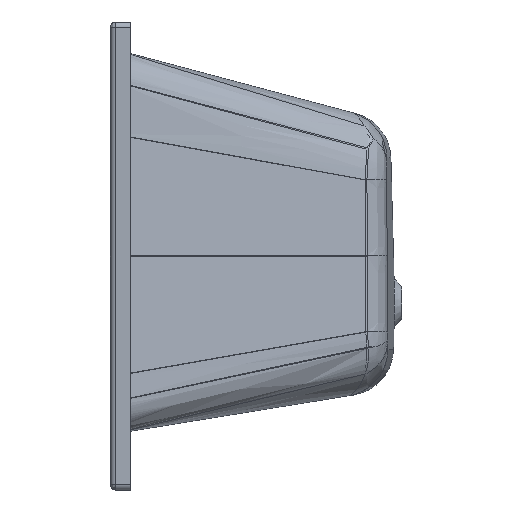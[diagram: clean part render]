
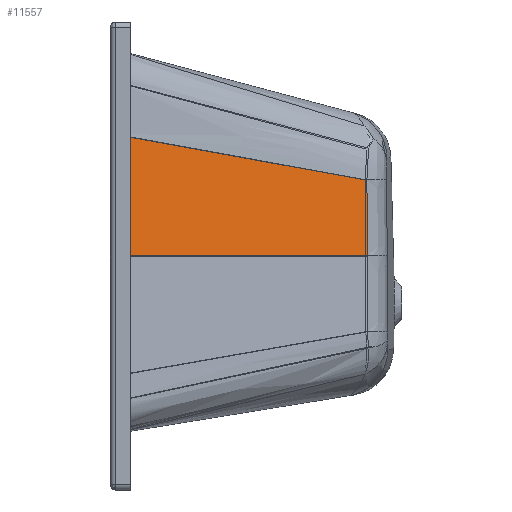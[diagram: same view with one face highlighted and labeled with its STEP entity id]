
A CAD part, left-side view. The second image highlights one B-rep face of the part: STEP entity #11557.
In plain terms, the highlighted free-form (B-spline) face has degree [3, 3] with [4, 7] control points.
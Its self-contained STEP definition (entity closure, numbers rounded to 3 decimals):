
#3317=CARTESIAN_POINT('',(-545.477,-438.565,
130.045));
#3318=CARTESIAN_POINT('',(-570.519,-403.211,
136.461));
#3319=CARTESIAN_POINT('',(-621.215,-331.641,
149.45));
#3320=CARTESIAN_POINT('',(-723.186,-187.682,
175.577));
#3321=CARTESIAN_POINT('',(-800.115,-79.077,
195.288));
#3322=CARTESIAN_POINT('',(-851.39,-6.688,
208.426));
#3334=CARTESIAN_POINT('',(-851.39,-6.688,
208.426));
#3336=CARTESIAN_POINT('',(-544.772,-439.56,
0.));
#3337=CARTESIAN_POINT('',(-544.793,-439.531,
6.558));
#3338=CARTESIAN_POINT('',(-544.838,-439.467,
19.493));
#3339=CARTESIAN_POINT('',(-544.918,-439.354,
38.65));
#3340=CARTESIAN_POINT('',(-545.006,-439.23,
56.637));
#3341=CARTESIAN_POINT('',(-545.105,-439.09,
74.764));
#3342=CARTESIAN_POINT('',(-545.217,-438.933,
92.995));
#3343=CARTESIAN_POINT('',(-545.337,-438.763,
111.012));
#3344=CARTESIAN_POINT('',(-545.429,-438.633,
123.641));
#3345=CARTESIAN_POINT('',(-545.477,-438.565,
130.045));
#3347=DIRECTION('',(-0.578,0.816,0.));
#3348=VECTOR('',#3347,530.464);
#3349=CARTESIAN_POINT('',(-544.772,-439.56,
0.));
#3350=LINE('',#3349,#3348);
#3351=DIRECTION('',(0.,0.,-1.));
#3352=VECTOR('',#3351,208.426);
#3353=CARTESIAN_POINT('',(-851.39,-6.688,
208.426));
#3354=LINE('',#3353,#3352);
#6269=VERTEX_POINT('',#3334);
#6271=CARTESIAN_POINT('',(-851.39,-6.688,
0.));
#6272=VERTEX_POINT('',#6271);
#6275=VERTEX_POINT('',#3336);
#6276=VERTEX_POINT('',#3345);
#11520=CARTESIAN_POINT('',(-541.706,-443.889,
130.355));
#11521=CARTESIAN_POINT('',(-541.706,-443.889,
119.23));
#11522=CARTESIAN_POINT('',(-541.706,-443.889,
97.363));
#11523=CARTESIAN_POINT('',(-541.706,-443.889,
64.68));
#11524=CARTESIAN_POINT('',(-541.706,-443.889,
31.929));
#11525=CARTESIAN_POINT('',(-541.706,-443.889,
9.926));
#11526=CARTESIAN_POINT('',(-541.706,-443.889,
-1.291));
#11527=CARTESIAN_POINT('',(-645.956,-296.712,
157.338));
#11528=CARTESIAN_POINT('',(-645.956,-296.712,
143.844));
#11529=CARTESIAN_POINT('',(-645.956,-296.712,
117.345));
#11530=CARTESIAN_POINT('',(-645.956,-296.712,
77.88));
#11531=CARTESIAN_POINT('',(-645.956,-296.712,
38.431));
#11532=CARTESIAN_POINT('',(-645.956,-296.712,
11.948));
#11533=CARTESIAN_POINT('',(-645.956,-296.712,
-1.554));
#11534=CARTESIAN_POINT('',(-750.206,-149.536,
184.321));
#11535=CARTESIAN_POINT('',(-750.206,-149.536,
168.457));
#11536=CARTESIAN_POINT('',(-750.206,-149.536,
137.328));
#11537=CARTESIAN_POINT('',(-750.206,-149.536,
91.08));
#11538=CARTESIAN_POINT('',(-750.206,-149.536,
44.932));
#11539=CARTESIAN_POINT('',(-750.206,-149.536,
13.97));
#11540=CARTESIAN_POINT('',(-750.206,-149.536,
-1.817));
#11541=CARTESIAN_POINT('',(-854.456,-2.359,
211.304));
#11542=CARTESIAN_POINT('',(-854.456,-2.359,
193.07));
#11543=CARTESIAN_POINT('',(-854.456,-2.359,
157.31));
#11544=CARTESIAN_POINT('',(-854.456,-2.359,
104.279));
#11545=CARTESIAN_POINT('',(-854.456,-2.359,
51.433));
#11546=CARTESIAN_POINT('',(-854.456,-2.359,
15.992));
#11547=CARTESIAN_POINT('',(-854.456,-2.359,
-2.08));
#11548=B_SPLINE_SURFACE_WITH_KNOTS('',3,3,((#11520,#11521,#11522,#11523,#11524,
#11525,#11526),(#11527,#11528,#11529,#11530,#11531,#11532,#11533),(#11534,
#11535,#11536,#11537,#11538,#11539,#11540),(#11541,#11542,#11543,#11544,#11545,
#11546,#11547)),.UNSPECIFIED.,.F.,.F.,.F.,(4,4),(4,1,1,1,4),(0.081,
1.001),(0.957,0.968,0.979,
0.989,1.),.UNSPECIFIED.);
#11549=ORIENTED_EDGE('',*,*,#9727,.F.);
#11551=ORIENTED_EDGE('',*,*,#11550,.T.);
#11553=ORIENTED_EDGE('',*,*,#11552,.F.);
#11554=ORIENTED_EDGE('',*,*,#11511,.F.);
#11555=EDGE_LOOP('',(#11549,#11551,#11553,#11554));
#11556=FACE_OUTER_BOUND('',#11555,.F.);
#3323=B_SPLINE_CURVE_WITH_KNOTS('',3,(#3317,#3318,#3319,#3320,#3321,#3322),
.UNSPECIFIED.,.F.,.F.,(4,1,1,4),(0.,0.246,0.497,1.),
.UNSPECIFIED.);
#3346=B_SPLINE_CURVE_WITH_KNOTS('',3,(#3336,#3337,#3338,#3339,#3340,#3341,#3342,
#3343,#3344,#3345),.UNSPECIFIED.,.F.,.F.,(4,1,1,1,1,1,1,4),(0.,
0.143,0.286,0.429,0.571,
0.714,0.857,1.),.UNSPECIFIED.);
#9727=EDGE_CURVE('',#6275,#6276,#3346,.T.);
#11511=EDGE_CURVE('',#6276,#6269,#3323,.T.);
#11550=EDGE_CURVE('',#6275,#6272,#3350,.T.);
#11552=EDGE_CURVE('',#6269,#6272,#3354,.T.);
#11557=ADVANCED_FACE('',(#11556),#11548,.T.);
